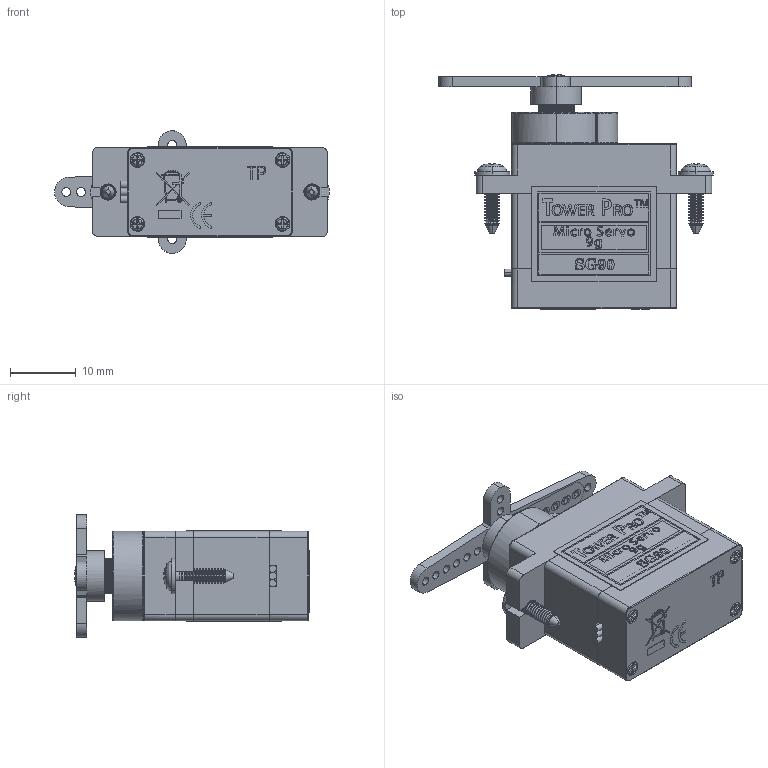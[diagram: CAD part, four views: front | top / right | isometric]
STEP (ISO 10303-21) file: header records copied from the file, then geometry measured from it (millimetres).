
FILE_DESCRIPTION(('FreeCAD Model'),'2;1');
FILE_NAME('Open CASCADE Shape Model','2025-05-02T18:51:48',('FreeCAD'),( 'FreeCAD'),'Open CASCADE STEP processor 7.6','FreeCAD','Unknown');
FILE_SCHEMA(('AUTOMOTIVE_DESIGN { 1 0 10303 214 1 1 1 1 }'));
Products named in the file (1): Open CASCADE STEP translator 7.6 1
Bounding box: 41.9 x 35.8 x 18.66 mm (x, y, z)
Volume: 10909.7 mm3; surface area: 8556.9 mm2
Topology: 19 solids, 19 shells, 1657 faces, 5113 edges, 3613 vertices
Faces by surface type: bspline 1657
Entity records: 61956 total; most frequent: CARTESIAN_POINT 33073, ORIENTED_EDGE 10218, EDGE_CURVE 5109, B_SPLINE_CURVE_WITH_KNOTS 3616, VERTEX_POINT 3613, FACE_BOUND 1858, EDGE_LOOP 1858, ADVANCED_FACE 1657
